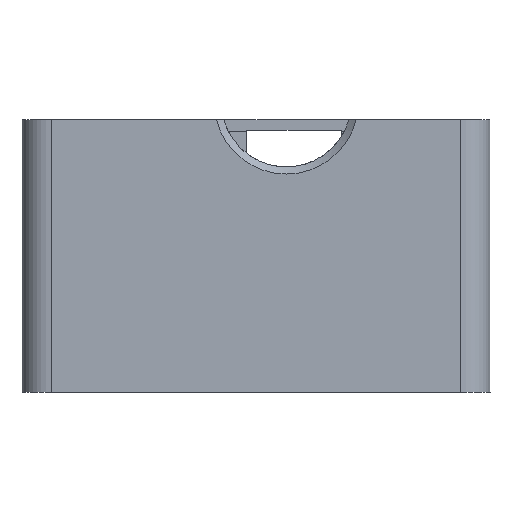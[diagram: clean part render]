
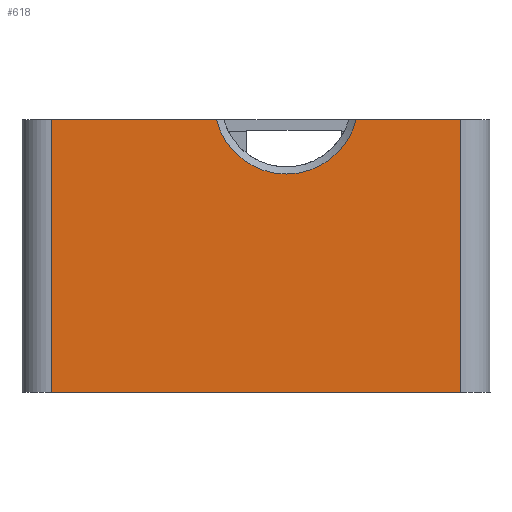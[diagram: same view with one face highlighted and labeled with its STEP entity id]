
A CAD part, left-side view. The second image highlights one B-rep face of the part: STEP entity #618.
In plain terms, the highlighted planar face has unit normal (-1, 0, 0).
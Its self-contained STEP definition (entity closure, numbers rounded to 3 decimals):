
#97 = EDGE_CURVE('',#98,#100,#102,.T.);
#98 = VERTEX_POINT('',#99);
#99 = CARTESIAN_POINT('',(-40.45,-0.85,5.));
#100 = VERTEX_POINT('',#101);
#101 = CARTESIAN_POINT('',(-40.45,7.931,5.));
#102 = LINE('',#103,#104);
#103 = CARTESIAN_POINT('',(-40.45,-0.85,5.));
#104 = VECTOR('',#105,1.);
#105 = DIRECTION('',(0.,1.,0.));
#159 = VERTEX_POINT('',#160);
#160 = CARTESIAN_POINT('',(-40.45,33.65,5.));
#167 = EDGE_CURVE('',#168,#159,#170,.T.);
#168 = VERTEX_POINT('',#169);
#169 = CARTESIAN_POINT('',(-40.45,19.748,5.));
#170 = LINE('',#171,#172);
#171 = CARTESIAN_POINT('',(-40.45,-0.85,5.));
#172 = VECTOR('',#173,1.);
#173 = DIRECTION('',(0.,1.,0.));
#276 = EDGE_CURVE('',#168,#100,#277,.T.);
#277 = CIRCLE('',#278,6.1);
#278 = AXIS2_PLACEMENT_3D('',#279,#280,#281);
#279 = CARTESIAN_POINT('',(-40.45,13.839,6.516));
#280 = DIRECTION('',(-1.,0.,-0.));
#281 = DIRECTION('',(0.,0.961,-0.276));
#618 = ADVANCED_FACE('',(#619),#646,.T.);
#619 = FACE_BOUND('',#620,.T.);
#620 = EDGE_LOOP('',(#621,#622,#630,#638,#644,#645));
#621 = ORIENTED_EDGE('',*,*,#167,.T.);
#622 = ORIENTED_EDGE('',*,*,#623,.F.);
#623 = EDGE_CURVE('',#624,#159,#626,.T.);
#624 = VERTEX_POINT('',#625);
#625 = CARTESIAN_POINT('',(-40.45,33.65,-18.));
#626 = LINE('',#627,#628);
#627 = CARTESIAN_POINT('',(-40.45,33.65,4.));
#628 = VECTOR('',#629,1.);
#629 = DIRECTION('',(0.,0.,1.));
#630 = ORIENTED_EDGE('',*,*,#631,.F.);
#631 = EDGE_CURVE('',#632,#624,#634,.T.);
#632 = VERTEX_POINT('',#633);
#633 = CARTESIAN_POINT('',(-40.45,-0.85,-18.));
#634 = LINE('',#635,#636);
#635 = CARTESIAN_POINT('',(-40.45,-0.85,-18.));
#636 = VECTOR('',#637,1.);
#637 = DIRECTION('',(0.,1.,0.));
#638 = ORIENTED_EDGE('',*,*,#639,.F.);
#639 = EDGE_CURVE('',#98,#632,#640,.T.);
#640 = LINE('',#641,#642);
#641 = CARTESIAN_POINT('',(-40.45,-0.85,-15.5));
#642 = VECTOR('',#643,1.);
#643 = DIRECTION('',(-0.,-0.,-1.));
#644 = ORIENTED_EDGE('',*,*,#97,.T.);
#645 = ORIENTED_EDGE('',*,*,#276,.F.);
#646 = PLANE('',#647);
#647 = AXIS2_PLACEMENT_3D('',#648,#649,#650);
#648 = CARTESIAN_POINT('',(-40.45,16.4,-6.5));
#649 = DIRECTION('',(-1.,-0.,-0.));
#650 = DIRECTION('',(0.,0.,-1.));
